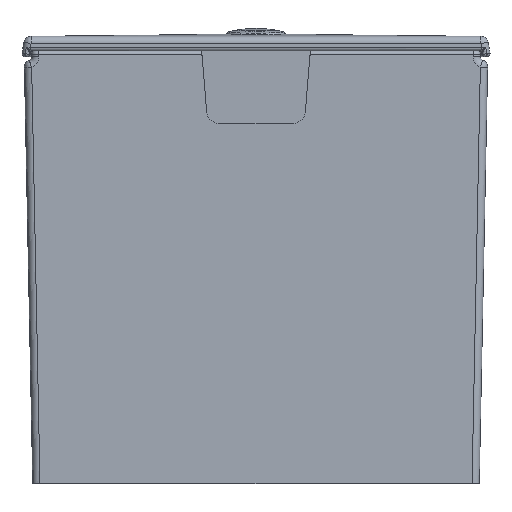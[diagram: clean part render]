
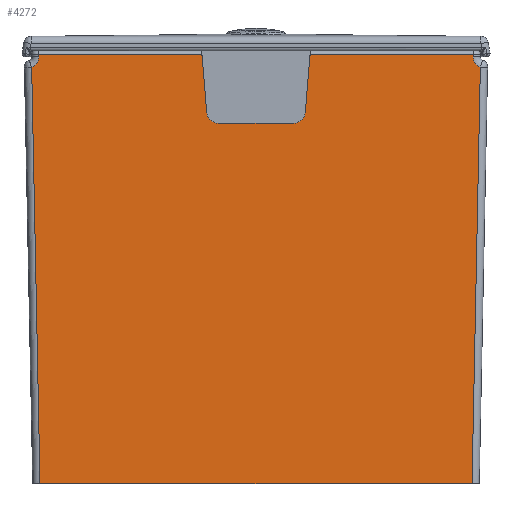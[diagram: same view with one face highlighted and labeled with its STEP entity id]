
A CAD part, left-side view. The second image highlights one B-rep face of the part: STEP entity #4272.
In plain terms, the highlighted planar face has unit normal (-1, 0, 0).
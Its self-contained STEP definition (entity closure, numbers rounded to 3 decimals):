
#3481=CARTESIAN_POINT('Axis2P3D Location',(-74.435,-188.725,353.)) ;
#3485=CARTESIAN_POINT('Vertex',(-74.435,-185.615,344.554)) ;
#3487=CARTESIAN_POINT('Vertex',(-74.435,-179.725,353.)) ;
#3546=CARTESIAN_POINT('Line Origine',(-74.435,-185.65,346.287)) ;
#3550=CARTESIAN_POINT('Vertex',(-74.435,-178.724,0.)) ;
#3673=CARTESIAN_POINT('Line Origine',(-74.435,0.,0.)) ;
#3677=CARTESIAN_POINT('Vertex',(-74.435,178.724,0.)) ;
#3765=CARTESIAN_POINT('Vertex',(-74.435,185.615,344.554)) ;
#3768=CARTESIAN_POINT('Line Origine',(-74.435,185.65,346.287)) ;
#3943=CARTESIAN_POINT('Vertex',(-74.435,-179.725,355.)) ;
#3946=CARTESIAN_POINT('Line Origine',(-74.435,-179.725,358.)) ;
#3993=CARTESIAN_POINT('Vertex',(-74.435,-30.799,298.)) ;
#3996=CARTESIAN_POINT('Axis2P3D Location',(-74.435,-30.799,308.)) ;
#4000=CARTESIAN_POINT('Vertex',(-74.435,-40.764,307.17)) ;
#4020=CARTESIAN_POINT('Line Origine',(-74.435,0.,298.)) ;
#4024=CARTESIAN_POINT('Vertex',(-74.435,30.799,298.)) ;
#4170=CARTESIAN_POINT('Axis2P3D Location',(-74.435,188.725,353.)) ;
#4174=CARTESIAN_POINT('Vertex',(-74.435,179.725,353.)) ;
#4205=CARTESIAN_POINT('Vertex',(-74.435,40.764,307.17)) ;
#4208=CARTESIAN_POINT('Axis2P3D Location',(-74.435,30.799,308.)) ;
#4220=CARTESIAN_POINT('Axis2P3D Location',(-74.435,0.,350.)) ;
#4225=CARTESIAN_POINT('Line Origine',(-74.435,42.757,331.085)) ;
#4229=CARTESIAN_POINT('Vertex',(-74.435,44.75,355.)) ;
#4232=CARTESIAN_POINT('Line Origine',(-74.435,112.238,355.)) ;
#4236=CARTESIAN_POINT('Vertex',(-74.435,179.725,355.)) ;
#4239=CARTESIAN_POINT('Line Origine',(-74.435,179.725,354.)) ;
#4244=CARTESIAN_POINT('Line Origine',(-74.435,-112.238,355.)) ;
#4248=CARTESIAN_POINT('Vertex',(-74.435,-44.75,355.)) ;
#4251=CARTESIAN_POINT('Line Origine',(-74.435,-42.757,331.085)) ;
#3548=VECTOR('Line Direction',#3547,1.) ;
#3675=VECTOR('Line Direction',#3674,1.) ;
#3770=VECTOR('Line Direction',#3769,1.) ;
#3948=VECTOR('Line Direction',#3947,1.) ;
#4022=VECTOR('Line Direction',#4021,1.) ;
#4227=VECTOR('Line Direction',#4226,1.) ;
#4234=VECTOR('Line Direction',#4233,1.) ;
#4241=VECTOR('Line Direction',#4240,1.) ;
#4246=VECTOR('Line Direction',#4245,1.) ;
#4253=VECTOR('Line Direction',#4252,1.) ;
#3482=DIRECTION('Axis2P3D Direction',(-1.,0.,0.)) ;
#3547=DIRECTION('Vector Direction',(0.,0.02,-1.)) ;
#3674=DIRECTION('Vector Direction',(0.,-1.,0.)) ;
#3769=DIRECTION('Vector Direction',(0.,-0.02,-1.)) ;
#3947=DIRECTION('Vector Direction',(0.,0.,1.)) ;
#3997=DIRECTION('Axis2P3D Direction',(1.,0.,0.)) ;
#4021=DIRECTION('Vector Direction',(0.,-1.,0.)) ;
#4171=DIRECTION('Axis2P3D Direction',(-1.,0.,0.)) ;
#4209=DIRECTION('Axis2P3D Direction',(1.,0.,0.)) ;
#4221=DIRECTION('Axis2P3D Direction',(-1.,0.,0.)) ;
#4222=DIRECTION('Axis2P3D XDirection',(0.,-1.,0.)) ;
#4226=DIRECTION('Vector Direction',(0.,-0.083,-0.997)) ;
#4233=DIRECTION('Vector Direction',(0.,1.,0.)) ;
#4240=DIRECTION('Vector Direction',(0.,0.,-1.)) ;
#4245=DIRECTION('Vector Direction',(0.,1.,0.)) ;
#4252=DIRECTION('Vector Direction',(0.,-0.083,0.997)) ;
#3483=AXIS2_PLACEMENT_3D('Circle Axis2P3D',#3481,#3482,$) ;
#3998=AXIS2_PLACEMENT_3D('Circle Axis2P3D',#3996,#3997,$) ;
#4172=AXIS2_PLACEMENT_3D('Circle Axis2P3D',#4170,#4171,$) ;
#4210=AXIS2_PLACEMENT_3D('Circle Axis2P3D',#4208,#4209,$) ;
#4223=AXIS2_PLACEMENT_3D('Plane Axis2P3D',#4220,#4221,#4222) ;
#3549=LINE('Line',#3546,#3548) ;
#3676=LINE('Line',#3673,#3675) ;
#3771=LINE('Line',#3768,#3770) ;
#3949=LINE('Line',#3946,#3948) ;
#4023=LINE('Line',#4020,#4022) ;
#4228=LINE('Line',#4225,#4227) ;
#4235=LINE('Line',#4232,#4234) ;
#4242=LINE('Line',#4239,#4241) ;
#4247=LINE('Line',#4244,#4246) ;
#4254=LINE('Line',#4251,#4253) ;
#3484=CIRCLE('generated circle',#3483,9.) ;
#3999=CIRCLE('generated circle',#3998,10.) ;
#4173=CIRCLE('generated circle',#4172,9.) ;
#4211=CIRCLE('generated circle',#4210,10.) ;
#4224=PLANE('',#4223) ;
#3489=EDGE_CURVE('',#3486,#3488,#3484,.F.) ;
#3552=EDGE_CURVE('',#3551,#3486,#3549,.F.) ;
#3679=EDGE_CURVE('',#3678,#3551,#3676,.T.) ;
#3772=EDGE_CURVE('',#3766,#3678,#3771,.T.) ;
#3950=EDGE_CURVE('',#3488,#3944,#3949,.T.) ;
#4002=EDGE_CURVE('',#4001,#3994,#3999,.T.) ;
#4026=EDGE_CURVE('',#4025,#3994,#4023,.T.) ;
#4176=EDGE_CURVE('',#4175,#3766,#4173,.F.) ;
#4212=EDGE_CURVE('',#4025,#4206,#4211,.T.) ;
#4231=EDGE_CURVE('',#4230,#4206,#4228,.T.) ;
#4238=EDGE_CURVE('',#4230,#4237,#4235,.T.) ;
#4243=EDGE_CURVE('',#4237,#4175,#4242,.T.) ;
#4250=EDGE_CURVE('',#3944,#4249,#4247,.T.) ;
#4255=EDGE_CURVE('',#4001,#4249,#4254,.T.) ;
#4257=ORIENTED_EDGE('',*,*,#4231,.F.) ;
#4258=ORIENTED_EDGE('',*,*,#4238,.T.) ;
#4259=ORIENTED_EDGE('',*,*,#4243,.T.) ;
#4260=ORIENTED_EDGE('',*,*,#4176,.T.) ;
#4261=ORIENTED_EDGE('',*,*,#3772,.T.) ;
#4262=ORIENTED_EDGE('',*,*,#3679,.T.) ;
#4263=ORIENTED_EDGE('',*,*,#3552,.T.) ;
#4264=ORIENTED_EDGE('',*,*,#3489,.T.) ;
#4265=ORIENTED_EDGE('',*,*,#3950,.T.) ;
#4266=ORIENTED_EDGE('',*,*,#4250,.T.) ;
#4267=ORIENTED_EDGE('',*,*,#4255,.F.) ;
#4268=ORIENTED_EDGE('',*,*,#4002,.T.) ;
#4269=ORIENTED_EDGE('',*,*,#4026,.F.) ;
#4270=ORIENTED_EDGE('',*,*,#4212,.T.) ;
#4256=EDGE_LOOP('',(#4257,#4258,#4259,#4260,#4261,#4262,#4263,#4264,#4265,#4266,#4267,#4268,#4269,#4270)) ;
#3486=VERTEX_POINT('',#3485) ;
#3488=VERTEX_POINT('',#3487) ;
#3551=VERTEX_POINT('',#3550) ;
#3678=VERTEX_POINT('',#3677) ;
#3766=VERTEX_POINT('',#3765) ;
#3944=VERTEX_POINT('',#3943) ;
#3994=VERTEX_POINT('',#3993) ;
#4001=VERTEX_POINT('',#4000) ;
#4025=VERTEX_POINT('',#4024) ;
#4175=VERTEX_POINT('',#4174) ;
#4206=VERTEX_POINT('',#4205) ;
#4230=VERTEX_POINT('',#4229) ;
#4237=VERTEX_POINT('',#4236) ;
#4249=VERTEX_POINT('',#4248) ;
#4272=ADVANCED_FACE('Hauptk\X2\00F6\X0\rper',(#4271),#4224,.T.) ;
#4271=FACE_OUTER_BOUND('',#4256,.T.) ;
